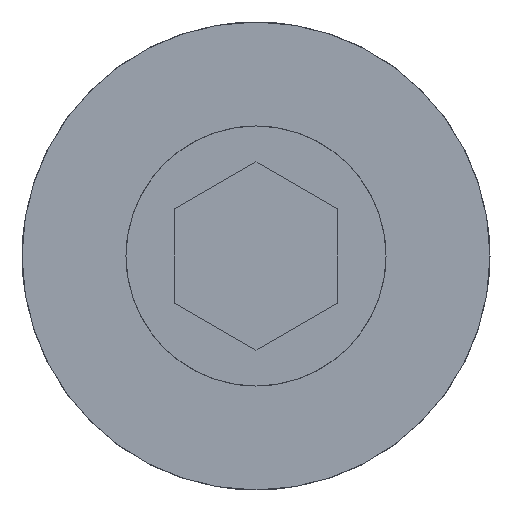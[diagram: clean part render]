
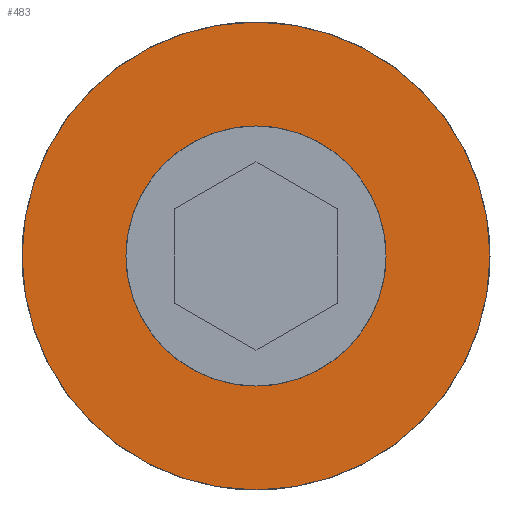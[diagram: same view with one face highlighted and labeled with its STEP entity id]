
A CAD part, left-side view. The second image highlights one B-rep face of the part: STEP entity #483.
In plain terms, the highlighted free-form (B-spline) face has degree [1, 1] with [2, 2] control points.
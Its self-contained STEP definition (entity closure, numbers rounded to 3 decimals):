
#410=(
BOUNDED_SURFACE()
B_SPLINE_SURFACE(1,1,((#411,#412),(#413,#414)),.UNSPECIFIED.,.F.,.F.,.F.)
B_SPLINE_SURFACE_WITH_KNOTS((2,2),(2,2),(0.000,1.000),(0.000,1.000),.UNSPECIFIED.)
GEOMETRIC_REPRESENTATION_ITEM()
RATIONAL_B_SPLINE_SURFACE(((1.,1.),(1.,1.)))
REPRESENTATION_ITEM('')
SURFACE()
);
#411=CARTESIAN_POINT('',(18.619,-7.048,-7.048));
#412=CARTESIAN_POINT('',(18.619,7.048,-7.048));
#413=CARTESIAN_POINT('',(18.619,-7.048,7.048));
#414=CARTESIAN_POINT('',(18.619,7.048,7.048));
#415=CARTESIAN_POINT('',(18.619,-6.757,0.));
#416=VERTEX_POINT('',#415);
#417=(
BOUNDED_CURVE()
B_SPLINE_CURVE(2,(#418,#419,#420),.UNSPECIFIED.,.F.,.F.)
B_SPLINE_CURVE_WITH_KNOTS((3,3),(0.000,1.000),.UNSPECIFIED.)
CURVE()
GEOMETRIC_REPRESENTATION_ITEM()
RATIONAL_B_SPLINE_CURVE((1.,0.707,1.))
REPRESENTATION_ITEM('')
);
#418=CARTESIAN_POINT('',(18.619,-6.757,0.));
#419=CARTESIAN_POINT('',(18.619,-6.757,-6.757));
#420=CARTESIAN_POINT('',(18.619,0.,-6.757));
#421=CARTESIAN_POINT('',(18.619,0.,-6.757));
#422=VERTEX_POINT('',#421);
#423=EDGE_CURVE('',#416,#422,#417,.T.);
#424=ORIENTED_EDGE('',*,*,#423,.T.);
#425=(
BOUNDED_CURVE()
B_SPLINE_CURVE(2,(#426,#427,#428),.UNSPECIFIED.,.F.,.F.)
B_SPLINE_CURVE_WITH_KNOTS((3,3),(0.000,1.000),.UNSPECIFIED.)
CURVE()
GEOMETRIC_REPRESENTATION_ITEM()
RATIONAL_B_SPLINE_CURVE((1.,0.707,1.))
REPRESENTATION_ITEM('')
);
#426=CARTESIAN_POINT('',(18.619,0.,-6.757));
#427=CARTESIAN_POINT('',(18.619,6.757,-6.757));
#428=CARTESIAN_POINT('',(18.619,6.757,0.));
#429=CARTESIAN_POINT('',(18.619,6.757,0.));
#430=VERTEX_POINT('',#429);
#431=EDGE_CURVE('',#422,#430,#425,.T.);
#432=ORIENTED_EDGE('',*,*,#431,.T.);
#433=(
BOUNDED_CURVE()
B_SPLINE_CURVE(2,(#434,#435,#436),.UNSPECIFIED.,.F.,.F.)
B_SPLINE_CURVE_WITH_KNOTS((3,3),(0.000,1.000),.UNSPECIFIED.)
CURVE()
GEOMETRIC_REPRESENTATION_ITEM()
RATIONAL_B_SPLINE_CURVE((1.,0.707,1.))
REPRESENTATION_ITEM('')
);
#434=CARTESIAN_POINT('',(18.619,6.757,0.));
#435=CARTESIAN_POINT('',(18.619,6.757,6.757));
#436=CARTESIAN_POINT('',(18.619,0.,6.757));
#437=CARTESIAN_POINT('',(18.619,0.,6.757));
#438=VERTEX_POINT('',#437);
#439=EDGE_CURVE('',#430,#438,#433,.T.);
#440=ORIENTED_EDGE('',*,*,#439,.T.);
#441=(
BOUNDED_CURVE()
B_SPLINE_CURVE(2,(#442,#443,#444),.UNSPECIFIED.,.F.,.F.)
B_SPLINE_CURVE_WITH_KNOTS((3,3),(0.000,1.000),.UNSPECIFIED.)
CURVE()
GEOMETRIC_REPRESENTATION_ITEM()
RATIONAL_B_SPLINE_CURVE((1.,0.707,1.))
REPRESENTATION_ITEM('')
);
#442=CARTESIAN_POINT('',(18.619,0.,6.757));
#443=CARTESIAN_POINT('',(18.619,-6.757,6.757));
#444=CARTESIAN_POINT('',(18.619,-6.757,0.));
#445=EDGE_CURVE('',#438,#416,#441,.T.);
#446=ORIENTED_EDGE('',*,*,#445,.T.);
#447=EDGE_LOOP('',(#424,#432,#440,#446));
#448=FACE_OUTER_BOUND('',#447,.T.);
#449=CARTESIAN_POINT('',(18.619,-3.754,0.));
#450=VERTEX_POINT('',#449);
#451=(
BOUNDED_CURVE()
B_SPLINE_CURVE(2,(#452,#453,#454),.UNSPECIFIED.,.F.,.F.)
B_SPLINE_CURVE_WITH_KNOTS((3,3),(0.000,1.000),.UNSPECIFIED.)
CURVE()
GEOMETRIC_REPRESENTATION_ITEM()
RATIONAL_B_SPLINE_CURVE((1.,0.707,1.))
REPRESENTATION_ITEM('')
);
#452=CARTESIAN_POINT('',(18.619,-3.754,0.));
#453=CARTESIAN_POINT('',(18.619,-3.754,3.754));
#454=CARTESIAN_POINT('',(18.619,0.,3.754));
#455=CARTESIAN_POINT('',(18.619,0.,3.754));
#456=VERTEX_POINT('',#455);
#457=EDGE_CURVE('',#450,#456,#451,.T.);
#458=ORIENTED_EDGE('',*,*,#457,.T.);
#459=(
BOUNDED_CURVE()
B_SPLINE_CURVE(2,(#460,#461,#462),.UNSPECIFIED.,.F.,.F.)
B_SPLINE_CURVE_WITH_KNOTS((3,3),(0.000,1.000),.UNSPECIFIED.)
CURVE()
GEOMETRIC_REPRESENTATION_ITEM()
RATIONAL_B_SPLINE_CURVE((1.,0.707,1.))
REPRESENTATION_ITEM('')
);
#460=CARTESIAN_POINT('',(18.619,0.,3.754));
#461=CARTESIAN_POINT('',(18.619,3.754,3.754));
#462=CARTESIAN_POINT('',(18.619,3.754,0.));
#463=CARTESIAN_POINT('',(18.619,3.754,0.));
#464=VERTEX_POINT('',#463);
#465=EDGE_CURVE('',#456,#464,#459,.T.);
#466=ORIENTED_EDGE('',*,*,#465,.T.);
#467=(
BOUNDED_CURVE()
B_SPLINE_CURVE(2,(#468,#469,#470),.UNSPECIFIED.,.F.,.F.)
B_SPLINE_CURVE_WITH_KNOTS((3,3),(0.000,1.000),.UNSPECIFIED.)
CURVE()
GEOMETRIC_REPRESENTATION_ITEM()
RATIONAL_B_SPLINE_CURVE((1.,0.707,1.))
REPRESENTATION_ITEM('')
);
#468=CARTESIAN_POINT('',(18.619,3.754,0.));
#469=CARTESIAN_POINT('',(18.619,3.754,-3.754));
#470=CARTESIAN_POINT('',(18.619,0.,-3.754));
#471=CARTESIAN_POINT('',(18.619,0.,-3.754));
#472=VERTEX_POINT('',#471);
#473=EDGE_CURVE('',#464,#472,#467,.T.);
#474=ORIENTED_EDGE('',*,*,#473,.T.);
#475=(
BOUNDED_CURVE()
B_SPLINE_CURVE(2,(#476,#477,#478),.UNSPECIFIED.,.F.,.F.)
B_SPLINE_CURVE_WITH_KNOTS((3,3),(0.000,1.000),.UNSPECIFIED.)
CURVE()
GEOMETRIC_REPRESENTATION_ITEM()
RATIONAL_B_SPLINE_CURVE((1.,0.707,1.))
REPRESENTATION_ITEM('')
);
#476=CARTESIAN_POINT('',(18.619,0.,-3.754));
#477=CARTESIAN_POINT('',(18.619,-3.754,-3.754));
#478=CARTESIAN_POINT('',(18.619,-3.754,0.));
#479=EDGE_CURVE('',#472,#450,#475,.T.);
#480=ORIENTED_EDGE('',*,*,#479,.T.);
#481=EDGE_LOOP('',(#458,#466,#474,#480));
#482=FACE_BOUND('',#481,.T.);
#483=ADVANCED_FACE('',(#448,#482),#410,.T.);
